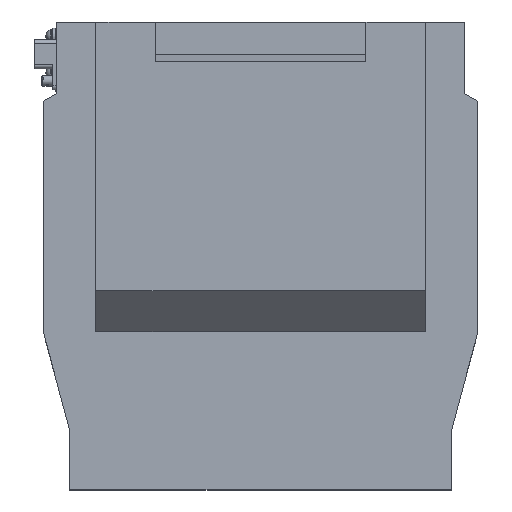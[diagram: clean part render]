
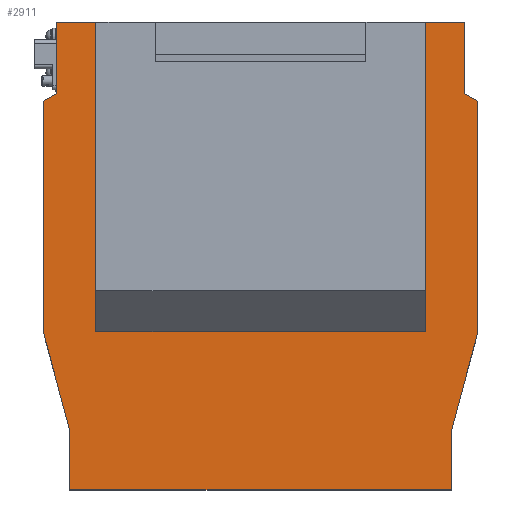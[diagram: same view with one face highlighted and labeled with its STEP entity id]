
A CAD part, top view. The second image highlights one B-rep face of the part: STEP entity #2911.
In plain terms, the highlighted planar face has unit normal (0, 0, 1).
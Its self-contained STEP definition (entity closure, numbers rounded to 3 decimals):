
#2911=ADVANCED_FACE('',(#19503),#19505,.T.);
#19503=FACE_BOUND('',#19504,.T.);
#19504=EDGE_LOOP('',(#34034,#34035,#34036,#34037,#34038,#34039,#34040,#34041,#34042,
#34043,#34044,#34045,#34046,#34047,#34048,#34049));
#19505=PLANE('',#19506);
#19506=AXIS2_PLACEMENT_3D('',#19507,#19508,#19509);
#19507=CARTESIAN_POINT('',(0.,0.,59.));
#19508=DIRECTION('',(0.,0.,1.));
#19509=DIRECTION('',(0.,1.,0.));
#34034=ORIENTED_EDGE('',*,*,#42619,.T.);
#34035=ORIENTED_EDGE('',*,*,#44132,.F.);
#34036=ORIENTED_EDGE('',*,*,#44146,.F.);
#34037=ORIENTED_EDGE('',*,*,#44147,.T.);
#34038=ORIENTED_EDGE('',*,*,#44148,.T.);
#34039=ORIENTED_EDGE('',*,*,#44124,.F.);
#34040=ORIENTED_EDGE('',*,*,#42648,.T.);
#34041=ORIENTED_EDGE('',*,*,#42646,.T.);
#34042=ORIENTED_EDGE('',*,*,#42641,.F.);
#34043=ORIENTED_EDGE('',*,*,#42637,.T.);
#34044=ORIENTED_EDGE('',*,*,#44149,.T.);
#34045=ORIENTED_EDGE('',*,*,#44150,.F.);
#34046=ORIENTED_EDGE('',*,*,#44151,.F.);
#34047=ORIENTED_EDGE('',*,*,#42629,.T.);
#34048=ORIENTED_EDGE('',*,*,#42624,.F.);
#34049=ORIENTED_EDGE('',*,*,#42623,.T.);
#42619=EDGE_CURVE('',#48323,#48324,#48325,.F.);
#42623=EDGE_CURVE('',#48328,#48323,#48330,.F.);
#42624=EDGE_CURVE('',#48328,#48331,#48332,.T.);
#42629=EDGE_CURVE('',#48335,#48331,#48340,.F.);
#42637=EDGE_CURVE('',#48353,#48350,#48354,.F.);
#42641=EDGE_CURVE('',#48353,#48357,#48359,.F.);
#42646=EDGE_CURVE('',#48368,#48357,#48369,.F.);
#42648=EDGE_CURVE('',#48371,#48368,#48372,.F.);
#44124=EDGE_CURVE('',#48371,#51322,#51323,.F.);
#44132=EDGE_CURVE('',#51336,#48324,#51338,.F.);
#44146=EDGE_CURVE('',#51361,#51336,#51362,.T.);
#44147=EDGE_CURVE('',#51361,#51363,#51364,.T.);
#44148=EDGE_CURVE('',#51363,#51322,#51365,.T.);
#44149=EDGE_CURVE('',#48350,#51366,#51367,.T.);
#44150=EDGE_CURVE('',#51368,#51366,#51369,.T.);
#44151=EDGE_CURVE('',#48335,#51368,#51370,.T.);
#48323=VERTEX_POINT('',#58617);
#48324=VERTEX_POINT('',#58618);
#48325=LINE('',#58619,#58620);
#48328=VERTEX_POINT('',#58628);
#48330=LINE('',#58632,#58633);
#48331=VERTEX_POINT('',#58635);
#48332=LINE('',#58636,#58637);
#48335=VERTEX_POINT('',#58643);
#48340=LINE('',#58654,#58655);
#48350=VERTEX_POINT('',#58678);
#48353=VERTEX_POINT('',#58683);
#48354=LINE('',#58684,#58685);
#48357=VERTEX_POINT('',#58693);
#48359=LINE('',#58697,#58698);
#48368=VERTEX_POINT('',#58716);
#48369=LINE('',#58717,#58718);
#48371=VERTEX_POINT('',#58723);
#48372=LINE('',#58724,#58725);
#51322=VERTEX_POINT('',#65589);
#51323=LINE('',#65590,#65591);
#51336=VERTEX_POINT('',#65617);
#51338=LINE('',#65621,#65622);
#51361=VERTEX_POINT('',#65676);
#51362=LINE('',#65677,#65678);
#51363=VERTEX_POINT('',#65680);
#51364=LINE('',#65681,#65682);
#51365=LINE('',#65684,#65685);
#51366=VERTEX_POINT('',#65687);
#51367=LINE('',#65688,#65689);
#51368=VERTEX_POINT('',#65691);
#51369=LINE('',#65692,#65693);
#51370=LINE('',#65695,#65696);
#58617=CARTESIAN_POINT('',(-10.,255.774,59.));
#58618=CARTESIAN_POINT('',(-10.,310.,59.));
#58619=CARTESIAN_POINT('',(-10.,310.,59.));
#58620=VECTOR('',#58621,1.);
#58621=DIRECTION('',(0.,-1.,0.));
#58628=CARTESIAN_POINT('',(0.,250.,59.));
#58632=CARTESIAN_POINT('',(-10.,255.774,59.));
#58633=VECTOR('',#58634,1.);
#58634=DIRECTION('',(0.866,-0.5,0.));
#58635=CARTESIAN_POINT('',(0.,75.,59.));
#58636=CARTESIAN_POINT('',(0.,250.,59.));
#58637=VECTOR('',#58638,1.);
#58638=DIRECTION('',(0.,-1.,0.));
#58643=CARTESIAN_POINT('',(-20.096,0.,59.));
#58654=CARTESIAN_POINT('',(0.,75.,59.));
#58655=VECTOR('',#58656,1.);
#58656=DIRECTION('',(-0.259,-0.966,0.));
#58678=CARTESIAN_POINT('',(-309.904,0.,59.));
#58683=CARTESIAN_POINT('',(-330.,75.,59.));
#58684=CARTESIAN_POINT('',(-309.904,0.,59.));
#58685=VECTOR('',#58686,1.);
#58686=DIRECTION('',(-0.259,0.966,0.));
#58693=CARTESIAN_POINT('',(-330.,250.,59.));
#58697=CARTESIAN_POINT('',(-330.,250.,59.));
#58698=VECTOR('',#58699,1.);
#58699=DIRECTION('',(0.,-1.,0.));
#58716=CARTESIAN_POINT('',(-320.,255.774,59.));
#58717=CARTESIAN_POINT('',(-330.,250.,59.));
#58718=VECTOR('',#58719,1.);
#58719=DIRECTION('',(0.866,0.5,0.));
#58723=CARTESIAN_POINT('',(-320.,310.,59.));
#58724=CARTESIAN_POINT('',(-320.,255.774,59.));
#58725=VECTOR('',#58726,1.);
#58726=DIRECTION('',(0.,1.,0.));
#65589=CARTESIAN_POINT('',(-290.,310.,59.));
#65590=CARTESIAN_POINT('',(-290.,310.,59.));
#65591=VECTOR('',#65592,1.);
#65592=DIRECTION('',(-1.,0.,0.));
#65617=CARTESIAN_POINT('',(-40.,310.,59.));
#65621=CARTESIAN_POINT('',(-10.,310.,59.));
#65622=VECTOR('',#65623,1.);
#65623=DIRECTION('',(-1.,0.,0.));
#65676=CARTESIAN_POINT('',(-40.,75.,59.));
#65677=CARTESIAN_POINT('',(-40.,75.,59.));
#65678=VECTOR('',#65679,1.);
#65679=DIRECTION('',(0.,1.,0.));
#65680=CARTESIAN_POINT('',(-290.,75.,59.));
#65681=CARTESIAN_POINT('',(-40.,75.,59.));
#65682=VECTOR('',#65683,1.);
#65683=DIRECTION('',(-1.,0.,0.));
#65684=CARTESIAN_POINT('',(-290.,75.,59.));
#65685=VECTOR('',#65686,1.);
#65686=DIRECTION('',(0.,1.,0.));
#65687=CARTESIAN_POINT('',(-309.904,-45.,59.));
#65688=CARTESIAN_POINT('',(-309.904,0.,59.));
#65689=VECTOR('',#65690,1.);
#65690=DIRECTION('',(0.,-1.,0.));
#65691=CARTESIAN_POINT('',(-20.096,-45.,59.));
#65692=CARTESIAN_POINT('',(-20.096,-45.,59.));
#65693=VECTOR('',#65694,1.);
#65694=DIRECTION('',(-1.,0.,0.));
#65695=CARTESIAN_POINT('',(-20.096,0.,59.));
#65696=VECTOR('',#65697,1.);
#65697=DIRECTION('',(0.,-1.,0.));
